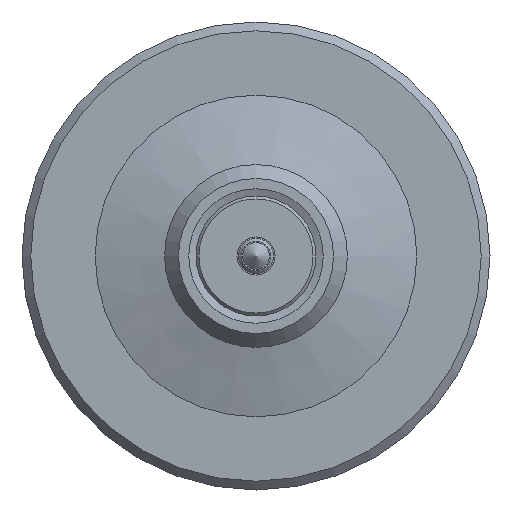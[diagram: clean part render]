
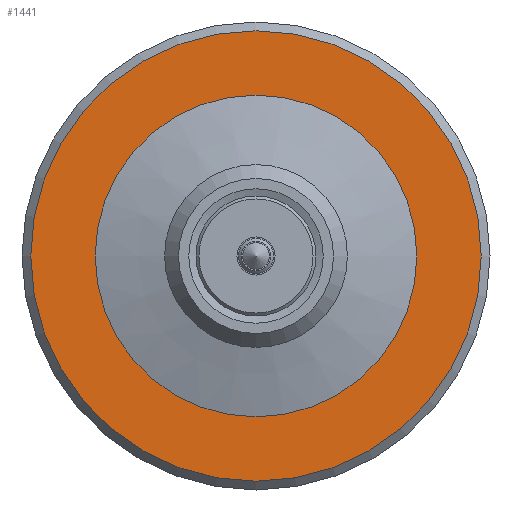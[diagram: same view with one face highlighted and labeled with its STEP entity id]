
A CAD part, left-side view. The second image highlights one B-rep face of the part: STEP entity #1441.
In plain terms, the highlighted planar face has unit normal (-1, 0, 0).
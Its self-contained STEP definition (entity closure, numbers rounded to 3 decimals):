
#91 = AXIS2_PLACEMENT_3D ( 'NONE', #710, #1739, #525 ) ;
#93 = AXIS2_PLACEMENT_3D ( 'NONE', #1178, #1242, #1032 ) ;
#171 = EDGE_LOOP ( 'NONE', ( #1103 ) ) ;
#184 = EDGE_CURVE ( 'NONE', #324, #324, #1600, .T. ) ;
#194 = EDGE_CURVE ( 'NONE', #320, #320, #1577, .T. ) ;
#320 = VERTEX_POINT ( 'NONE', #923 ) ;
#324 = VERTEX_POINT ( 'NONE', #752 ) ;
#496 = PLANE ( 'NONE',  #734 ) ;
#525 = DIRECTION ( 'NONE',  ( 0., 1., 0. ) ) ;
#710 = CARTESIAN_POINT ( 'NONE',  ( -5.88, 0., 0. ) ) ;
#734 = AXIS2_PLACEMENT_3D ( 'NONE', #1383, #1205, #1722 ) ;
#752 = CARTESIAN_POINT ( 'NONE',  ( -5.88, 7.7, 0. ) ) ;
#766 = FACE_OUTER_BOUND ( 'NONE', #171, .T. ) ;
#923 = CARTESIAN_POINT ( 'NONE',  ( -5.88, 5.5, 0. ) ) ;
#1032 = DIRECTION ( 'NONE',  ( 0., 1., 0. ) ) ;
#1054 = ORIENTED_EDGE ( 'NONE', *, *, #194, .T. ) ;
#1103 = ORIENTED_EDGE ( 'NONE', *, *, #184, .F. ) ;
#1138 = FACE_BOUND ( 'NONE', #1343, .T. ) ;
#1178 = CARTESIAN_POINT ( 'NONE',  ( -5.88, 0., 0. ) ) ;
#1205 = DIRECTION ( 'NONE',  ( -1., 0., 0. ) ) ;
#1242 = DIRECTION ( 'NONE',  ( 1., 0., 0. ) ) ;
#1343 = EDGE_LOOP ( 'NONE', ( #1054 ) ) ;
#1383 = CARTESIAN_POINT ( 'NONE',  ( -5.88, 7.7, 0. ) ) ;
#1441 = ADVANCED_FACE ( 'NONE', ( #1138, #766 ), #496, .T. ) ;
#1577 = CIRCLE ( 'NONE', #91, 5.5 ) ;
#1600 = CIRCLE ( 'NONE', #93, 7.7 ) ;
#1722 = DIRECTION ( 'NONE',  ( 0., -1., 0. ) ) ;
#1739 = DIRECTION ( 'NONE',  ( 1., 0., 0. ) ) ;
